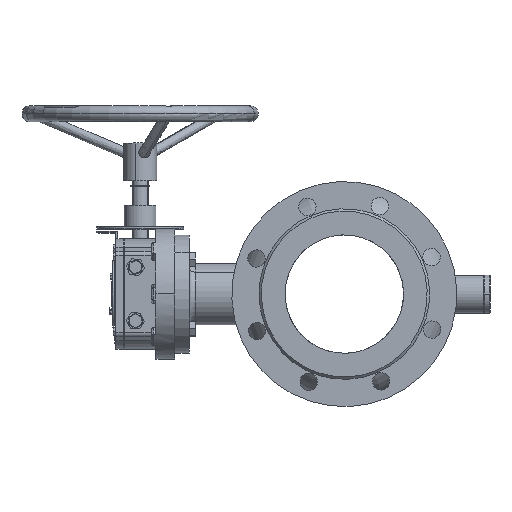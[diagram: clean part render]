
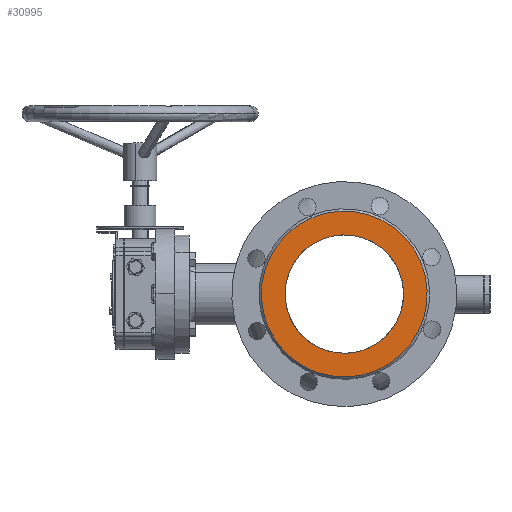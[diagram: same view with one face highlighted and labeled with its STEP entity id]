
A CAD part, left-side view. The second image highlights one B-rep face of the part: STEP entity #30995.
In plain terms, the highlighted face is planar.
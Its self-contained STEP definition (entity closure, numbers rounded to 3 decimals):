
#393 = DIRECTION ( 'NONE',  ( 0., 0., 1. ) ) ;
#4392 = CIRCLE ( 'NONE', #16892, 75. ) ;
#4909 = VERTEX_POINT ( 'NONE', #6207 ) ;
#5448 = DIRECTION ( 'NONE',  ( 1., 0., 0. ) ) ;
#5549 = DIRECTION ( 'NONE',  ( 0., 0., 1. ) ) ;
#6207 = CARTESIAN_POINT ( 'NONE',  ( 75., 0., 24. ) ) ;
#9224 = AXIS2_PLACEMENT_3D ( 'NONE', #59570, #5549, #43153 ) ;
#10872 = FACE_BOUND ( 'NONE', #47040, .T. ) ;
#11797 = CARTESIAN_POINT ( 'NONE',  ( 0., 0., 24. ) ) ;
#14715 = ORIENTED_EDGE ( 'NONE', *, *, #55356, .F. ) ;
#16269 = EDGE_CURVE ( 'NONE', #30777, #4909, #4392, .T. ) ;
#16892 = AXIS2_PLACEMENT_3D ( 'NONE', #11797, #393, #33284 ) ;
#18089 = ORIENTED_EDGE ( 'NONE', *, *, #16269, .F. ) ;
#21248 = PLANE ( 'NONE',  #9224 ) ;
#21974 = FACE_OUTER_BOUND ( 'NONE', #54628, .T. ) ;
#23130 = EDGE_CURVE ( 'NONE', #64355, #49318, #66167, .T. ) ;
#24995 = CIRCLE ( 'NONE', #39927, 75. ) ;
#25225 = CARTESIAN_POINT ( 'NONE',  ( -75., 0., 24. ) ) ;
#26744 = CARTESIAN_POINT ( 'NONE',  ( 0., 0., 24. ) ) ;
#26868 = CARTESIAN_POINT ( 'NONE',  ( 0., 0., 24. ) ) ;
#30777 = VERTEX_POINT ( 'NONE', #25225 ) ;
#30995 = ADVANCED_FACE ( 'NONE', ( #21974, #10872 ), #21248, .T. ) ;
#33284 = DIRECTION ( 'NONE',  ( 1., 0., 0. ) ) ;
#36186 = EDGE_CURVE ( 'NONE', #49318, #64355, #55264, .T. ) ;
#39927 = AXIS2_PLACEMENT_3D ( 'NONE', #26744, #66174, #49714 ) ;
#41622 = AXIS2_PLACEMENT_3D ( 'NONE', #26868, #59105, #5448 ) ;
#43153 = DIRECTION ( 'NONE',  ( 1., 0., 0. ) ) ;
#44078 = DIRECTION ( 'NONE',  ( 0., 0., 1. ) ) ;
#47040 = EDGE_LOOP ( 'NONE', ( #14715, #18089 ) ) ;
#47156 = ORIENTED_EDGE ( 'NONE', *, *, #23130, .T. ) ;
#48085 = CARTESIAN_POINT ( 'NONE',  ( 105., 0., 24. ) ) ;
#49318 = VERTEX_POINT ( 'NONE', #55811 ) ;
#49446 = CARTESIAN_POINT ( 'NONE',  ( 0., 0., 24. ) ) ;
#49714 = DIRECTION ( 'NONE',  ( 1., 0., 0. ) ) ;
#54628 = EDGE_LOOP ( 'NONE', ( #57462, #47156 ) ) ;
#55264 = CIRCLE ( 'NONE', #41622, 105. ) ;
#55356 = EDGE_CURVE ( 'NONE', #4909, #30777, #24995, .T. ) ;
#55811 = CARTESIAN_POINT ( 'NONE',  ( -105., 0., 24. ) ) ;
#57462 = ORIENTED_EDGE ( 'NONE', *, *, #36186, .T. ) ;
#59105 = DIRECTION ( 'NONE',  ( 0., 0., 1. ) ) ;
#59570 = CARTESIAN_POINT ( 'NONE',  ( 0., 0., 24. ) ) ;
#62733 = AXIS2_PLACEMENT_3D ( 'NONE', #49446, #44078, #65897 ) ;
#64355 = VERTEX_POINT ( 'NONE', #48085 ) ;
#65897 = DIRECTION ( 'NONE',  ( 1., 0., 0. ) ) ;
#66167 = CIRCLE ( 'NONE', #62733, 105. ) ;
#66174 = DIRECTION ( 'NONE',  ( 0., 0., 1. ) ) ;
